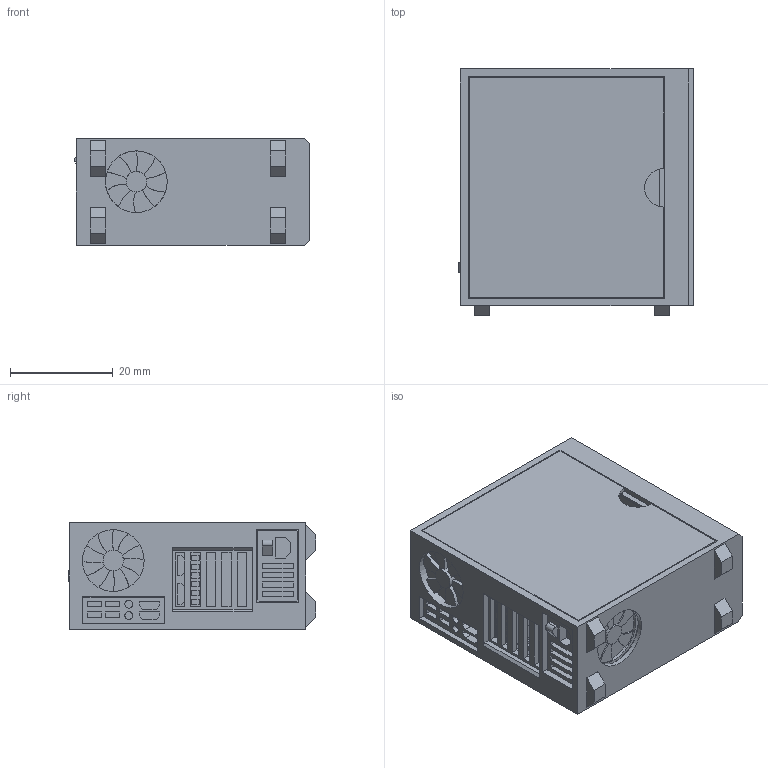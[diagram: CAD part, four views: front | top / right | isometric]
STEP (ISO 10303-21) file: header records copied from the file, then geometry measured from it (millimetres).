
FILE_DESCRIPTION(/* description */ (''),/* implementation_level */ '2;1');
FILE_NAME(/* name */ 'Miniature PC (Modular) v13.step',/* time_stamp */ '2021-09-27T18:03:17-04:00',/* author */ (''),/* organization */ (''),/* preprocessor_version */ 'ST-DEVELOPER v18.1',/* originating_system */ 'Autodesk Translation Framework v10.10.0.1391',/* authorisation */ '');
FILE_SCHEMA (('AUTOMOTIVE_DESIGN { 1 0 10303 214 3 1 1 }'));
Length unit declared in the file: millimetre
Products named in the file (11): Miniature PC (Modular); Case; Side Panel; Motherboard; Graphics Card; Wifi Card; Power Supply; Heatsink and Fan; HDD; SSD; RAM
Assembly tree (12 placements, depth 2):
  Miniature PC (Modular)
    Case
    Side Panel
    Motherboard
    Graphics Card
    Wifi Card
    Power Supply
    Heatsink and Fan
    SSD  x2
    HDD
    RAM  x2
Bounding box: 45.67 x 48.2 x 20.8 mm (x, y, z)
Volume: 21132.6 mm3; surface area: 23863.7 mm2
Topology: 12 solids, 12 shells, 1081 faces, 2816 edges, 1840 vertices
Faces by surface type: plane 897, bspline 96, cylinder 78, cone 5, torus 5
Full cylindrical faces by diameter (mm): 1.5 x4, 3 x2, 4 x7, 9 x2, 12 x7
Entity records: 34692 total; most frequent: CARTESIAN_POINT 9443, ORIENTED_EDGE 5386, DIRECTION 4725, EDGE_CURVE 2693, LINE 2103, VECTOR 2103, VERTEX_POINT 1760, AXIS2_PLACEMENT_3D 1311
